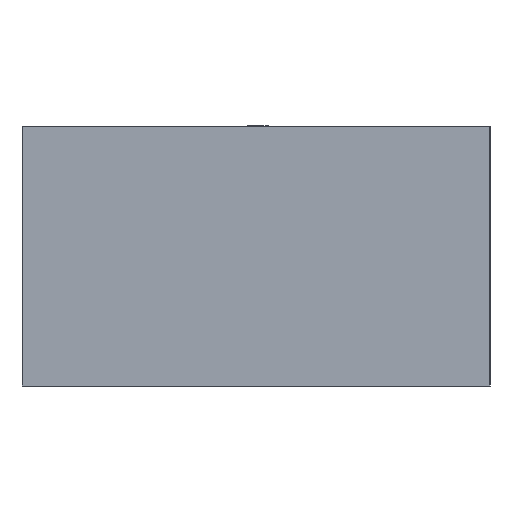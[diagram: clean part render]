
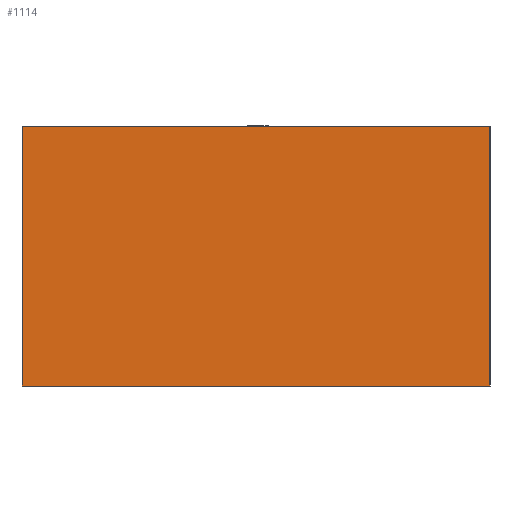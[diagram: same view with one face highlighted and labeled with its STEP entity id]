
A CAD part, left-side view. The second image highlights one B-rep face of the part: STEP entity #1114.
In plain terms, the highlighted planar face has unit normal (-1, 0, 0).
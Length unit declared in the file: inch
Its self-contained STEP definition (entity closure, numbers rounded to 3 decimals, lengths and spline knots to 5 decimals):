
#31 = ORIENTED_EDGE ( 'NONE', *, *, #1926, .T. ) ;
#59 = DIRECTION ( 'NONE',  ( 0., 0., 1. ) ) ;
#235 = CARTESIAN_POINT ( 'NONE',  ( -0.04528, 0.02657, 0. ) ) ;
#340 = CARTESIAN_POINT ( 'NONE',  ( -0.04528, -0.02657, 0.02953 ) ) ;
#429 = VECTOR ( 'NONE', #779, 39.37008 ) ;
#779 = DIRECTION ( 'NONE',  ( 0., 1., 0. ) ) ;
#961 = CARTESIAN_POINT ( 'NONE',  ( -0.04528, -0.02657, 0.02953 ) ) ;
#1114 = ADVANCED_FACE ( 'NONE', ( #1161 ), #2404, .T. ) ;
#1161 = FACE_OUTER_BOUND ( 'NONE', #3409, .T. ) ;
#1269 = ORIENTED_EDGE ( 'NONE', *, *, #3631, .T. ) ;
#1434 = CARTESIAN_POINT ( 'NONE',  ( -0.04528, -0.02657, 0.02953 ) ) ;
#1560 = AXIS2_PLACEMENT_3D ( 'NONE', #340, #4198, #4568 ) ;
#1833 = DIRECTION ( 'NONE',  ( 0., 0., -1. ) ) ;
#1926 = EDGE_CURVE ( 'NONE', #2159, #5173, #3514, .T. ) ;
#1968 = VECTOR ( 'NONE', #59, 39.37008 ) ;
#2159 = VERTEX_POINT ( 'NONE', #5217 ) ;
#2236 = LINE ( 'NONE', #961, #1968 ) ;
#2404 = PLANE ( 'NONE',  #1560 ) ;
#2569 = LINE ( 'NONE', #4615, #429 ) ;
#3280 = EDGE_CURVE ( 'NONE', #3712, #3477, #2236, .T. ) ;
#3301 = LINE ( 'NONE', #5066, #5153 ) ;
#3409 = EDGE_LOOP ( 'NONE', ( #1269, #31, #5510, #4713 ) ) ;
#3474 = CARTESIAN_POINT ( 'NONE',  ( -0.04528, -0.02657, 0. ) ) ;
#3477 = VERTEX_POINT ( 'NONE', #1434 ) ;
#3514 = LINE ( 'NONE', #3993, #4592 ) ;
#3631 = EDGE_CURVE ( 'NONE', #3477, #2159, #2569, .T. ) ;
#3712 = VERTEX_POINT ( 'NONE', #3474 ) ;
#3993 = CARTESIAN_POINT ( 'NONE',  ( -0.04528, 0.02657, 0.02953 ) ) ;
#4198 = DIRECTION ( 'NONE',  ( -1., 0., 0. ) ) ;
#4568 = DIRECTION ( 'NONE',  ( 0., -1., 0. ) ) ;
#4592 = VECTOR ( 'NONE', #1833, 39.37008 ) ;
#4615 = CARTESIAN_POINT ( 'NONE',  ( -0.04528, -0.02657, 0.02953 ) ) ;
#4713 = ORIENTED_EDGE ( 'NONE', *, *, #3280, .T. ) ;
#5066 = CARTESIAN_POINT ( 'NONE',  ( -0.04528, -0.02657, 0. ) ) ;
#5153 = VECTOR ( 'NONE', #5466, 39.37008 ) ;
#5173 = VERTEX_POINT ( 'NONE', #235 ) ;
#5217 = CARTESIAN_POINT ( 'NONE',  ( -0.04528, 0.02657, 0.02953 ) ) ;
#5445 = EDGE_CURVE ( 'NONE', #5173, #3712, #3301, .T. ) ;
#5466 = DIRECTION ( 'NONE',  ( 0., -1., 0. ) ) ;
#5510 = ORIENTED_EDGE ( 'NONE', *, *, #5445, .T. ) ;
